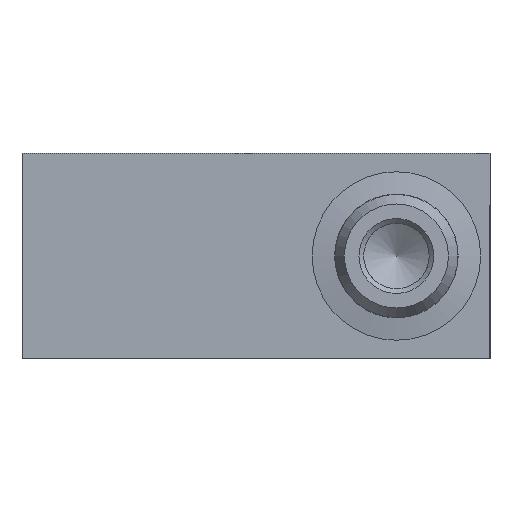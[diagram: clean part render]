
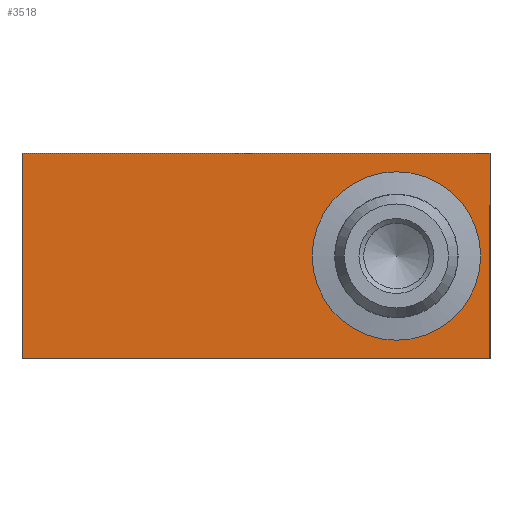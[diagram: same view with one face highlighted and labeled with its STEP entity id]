
A CAD part, front view. The second image highlights one B-rep face of the part: STEP entity #3518.
In plain terms, the highlighted planar face has unit normal (0, -1, 0).
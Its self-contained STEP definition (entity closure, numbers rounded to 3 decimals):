
#49=LINE('',#5375,#155);
#61=LINE('',#5425,#167);
#64=LINE('',#5431,#170);
#65=LINE('',#5432,#171);
#155=VECTOR('',#4325,1000.);
#167=VECTOR('',#4351,1000.);
#170=VECTOR('',#4356,1000.);
#171=VECTOR('',#4357,1000.);
#329=PLANE('',#3804);
#657=ORIENTED_EDGE('',*,*,#1264,.F.);
#658=ORIENTED_EDGE('',*,*,#1267,.F.);
#659=ORIENTED_EDGE('',*,*,#1246,.F.);
#660=ORIENTED_EDGE('',*,*,#1268,.F.);
#661=ORIENTED_EDGE('',*,*,#1269,.F.);
#1246=EDGE_CURVE('',#1573,#1574,#49,.T.);
#1264=EDGE_CURVE('',#1590,#1591,#61,.T.);
#1267=EDGE_CURVE('',#1574,#1590,#64,.T.);
#1268=EDGE_CURVE('',#1591,#1573,#65,.T.);
#1269=EDGE_CURVE('',#1592,#1592,#1826,.T.);
#1573=VERTEX_POINT('',#5376);
#1574=VERTEX_POINT('',#5377);
#1590=VERTEX_POINT('',#5426);
#1591=VERTEX_POINT('',#5427);
#1592=VERTEX_POINT('',#5434);
#1826=CIRCLE('',#3805,6.75);
#2060=EDGE_LOOP('',(#657,#658,#659,#660));
#2061=EDGE_LOOP('',(#661));
#2377=FACE_BOUND('',#2060,.T.);
#2378=FACE_BOUND('',#2061,.T.);
#3518=ADVANCED_FACE('',(#2377,#2378),#329,.T.);
#3804=AXIS2_PLACEMENT_3D('',#5430,#4354,#4355);
#3805=AXIS2_PLACEMENT_3D('',#5433,#4358,#4359);
#4325=DIRECTION('',(1.,0.,0.));
#4351=DIRECTION('',(-1.,0.,0.));
#4354=DIRECTION('',(0.,-1.,0.));
#4355=DIRECTION('',(0.,0.,-1.));
#4356=DIRECTION('',(0.,0.,-1.));
#4357=DIRECTION('',(0.,0.,1.));
#4358=DIRECTION('',(0.,-1.,0.));
#4359=DIRECTION('',(0.,0.,-1.));
#5375=CARTESIAN_POINT('',(-40.,0.,11.));
#5376=CARTESIAN_POINT('',(-40.,0.,11.));
#5377=CARTESIAN_POINT('',(10.,0.,11.));
#5425=CARTESIAN_POINT('',(10.,0.,-11.));
#5426=CARTESIAN_POINT('',(10.,0.,-11.));
#5427=CARTESIAN_POINT('',(-40.,0.,-11.));
#5430=CARTESIAN_POINT('',(-40.,0.,11.));
#5431=CARTESIAN_POINT('',(10.,0.,11.));
#5432=CARTESIAN_POINT('',(-40.,0.,-11.));
#5433=CARTESIAN_POINT('',(0.,0.,0.));
#5434=CARTESIAN_POINT('',(0.,0.,-6.75));
